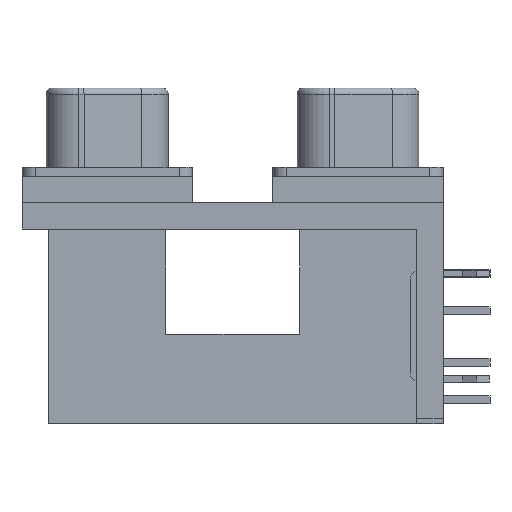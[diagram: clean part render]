
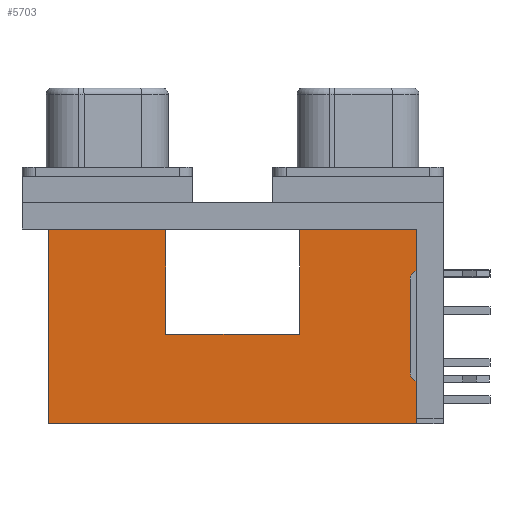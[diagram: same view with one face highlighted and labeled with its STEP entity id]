
A CAD part, left-side view. The second image highlights one B-rep face of the part: STEP entity #5703.
In plain terms, the highlighted planar face has unit normal (-1, 0, 0).
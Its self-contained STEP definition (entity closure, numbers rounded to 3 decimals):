
#293 = LINE ( 'NONE', #8879, #3140 ) ;
#324 = VERTEX_POINT ( 'NONE', #15036 ) ;
#370 = VERTEX_POINT ( 'NONE', #1793 ) ;
#424 = CARTESIAN_POINT ( 'NONE',  ( -8.295, 10.905, -0.7 ) ) ;
#591 = CARTESIAN_POINT ( 'NONE',  ( -8.295, 29.955, 9.3 ) ) ;
#602 = EDGE_CURVE ( 'NONE', #3045, #18692, #9781, .T. ) ;
#605 = LINE ( 'NONE', #13462, #10483 ) ;
#619 = VERTEX_POINT ( 'NONE', #14257 ) ;
#936 = EDGE_CURVE ( 'NONE', #4387, #17997, #15290, .T. ) ;
#1007 = VERTEX_POINT ( 'NONE', #12989 ) ;
#1030 = CARTESIAN_POINT ( 'NONE',  ( -8.295, 2., -2. ) ) ;
#1132 = ORIENTED_EDGE ( 'NONE', *, *, #1814, .T. ) ;
#1765 = ORIENTED_EDGE ( 'NONE', *, *, #7378, .T. ) ;
#1793 = CARTESIAN_POINT ( 'NONE',  ( -8.295, 0., -2. ) ) ;
#1814 = EDGE_CURVE ( 'NONE', #11524, #14906, #4339, .T. ) ;
#1874 = LINE ( 'NONE', #13484, #17186 ) ;
#1886 = DIRECTION ( 'NONE',  ( 1., 0., 0. ) ) ;
#1929 = ORIENTED_EDGE ( 'NONE', *, *, #15086, .T. ) ;
#2050 = VERTEX_POINT ( 'NONE', #1030 ) ;
#2705 = EDGE_CURVE ( 'NONE', #17997, #18692, #4798, .T. ) ;
#3045 = VERTEX_POINT ( 'NONE', #17171 ) ;
#3140 = VECTOR ( 'NONE', #6097, 1000. ) ;
#3291 = DIRECTION ( 'NONE',  ( 0., 0., 1. ) ) ;
#3375 = LINE ( 'NONE', #8035, #16277 ) ;
#3461 = AXIS2_PLACEMENT_3D ( 'NONE', #12056, #1886, #7697 ) ;
#3562 = LINE ( 'NONE', #14998, #13831 ) ;
#3731 = VECTOR ( 'NONE', #5087, 1000. ) ;
#3996 = LINE ( 'NONE', #8392, #11598 ) ;
#4339 = LINE ( 'NONE', #11474, #8644 ) ;
#4387 = VERTEX_POINT ( 'NONE', #7845 ) ;
#4592 = VECTOR ( 'NONE', #11214, 1000. ) ;
#4798 = LINE ( 'NONE', #424, #4900 ) ;
#4900 = VECTOR ( 'NONE', #3291, 1000. ) ;
#5087 = DIRECTION ( 'NONE',  ( 0., -1., 0. ) ) ;
#5211 = VECTOR ( 'NONE', #10157, 1000. ) ;
#5500 = ORIENTED_EDGE ( 'NONE', *, *, #9759, .T. ) ;
#5703 = ADVANCED_FACE ( 'NONE', ( #6265 ), #15039, .F. ) ;
#5934 = EDGE_CURVE ( 'NONE', #14906, #13850, #3375, .T. ) ;
#6097 = DIRECTION ( 'NONE',  ( 0., -1., 0. ) ) ;
#6102 = DIRECTION ( 'NONE',  ( 0., 0., 1. ) ) ;
#6265 = FACE_OUTER_BOUND ( 'NONE', #16927, .T. ) ;
#6325 = DIRECTION ( 'NONE',  ( 0., -1., 0. ) ) ;
#6398 = DIRECTION ( 'NONE',  ( 0., 1., 0. ) ) ;
#6743 = LINE ( 'NONE', #14083, #4592 ) ;
#7378 = EDGE_CURVE ( 'NONE', #2050, #370, #293, .T. ) ;
#7454 = ORIENTED_EDGE ( 'NONE', *, *, #10128, .T. ) ;
#7697 = DIRECTION ( 'NONE',  ( 0., 0., -1. ) ) ;
#7845 = CARTESIAN_POINT ( 'NONE',  ( -8.295, 21.075, -0.7 ) ) ;
#7862 = ORIENTED_EDGE ( 'NONE', *, *, #12355, .T. ) ;
#8035 = CARTESIAN_POINT ( 'NONE',  ( -8.295, 48.08, -7.5 ) ) ;
#8036 = DIRECTION ( 'NONE',  ( 0., -1., 0. ) ) ;
#8392 = CARTESIAN_POINT ( 'NONE',  ( -8.295, 2., 7.6 ) ) ;
#8447 = CARTESIAN_POINT ( 'NONE',  ( -8.295, 10.905, 9.3 ) ) ;
#8508 = CARTESIAN_POINT ( 'NONE',  ( -8.295, 29.955, -7.5 ) ) ;
#8644 = VECTOR ( 'NONE', #10159, 1000. ) ;
#8649 = CARTESIAN_POINT ( 'NONE',  ( -8.295, 0., 7.6 ) ) ;
#8829 = EDGE_CURVE ( 'NONE', #324, #11524, #13633, .T. ) ;
#8879 = CARTESIAN_POINT ( 'NONE',  ( -8.295, 2., -2. ) ) ;
#9216 = ORIENTED_EDGE ( 'NONE', *, *, #8829, .T. ) ;
#9559 = ORIENTED_EDGE ( 'NONE', *, *, #936, .F. ) ;
#9759 = EDGE_CURVE ( 'NONE', #619, #3045, #10330, .T. ) ;
#9769 = DIRECTION ( 'NONE',  ( 0., 0., 1. ) ) ;
#9781 = LINE ( 'NONE', #8447, #12519 ) ;
#9988 = ORIENTED_EDGE ( 'NONE', *, *, #5934, .T. ) ;
#10128 = EDGE_CURVE ( 'NONE', #13850, #2050, #6743, .T. ) ;
#10157 = DIRECTION ( 'NONE',  ( 0., 0., 1. ) ) ;
#10159 = DIRECTION ( 'NONE',  ( 0., 0., -1. ) ) ;
#10219 = VERTEX_POINT ( 'NONE', #8649 ) ;
#10330 = LINE ( 'NONE', #17410, #5211 ) ;
#10483 = VECTOR ( 'NONE', #6325, 1000. ) ;
#10902 = EDGE_CURVE ( 'NONE', #1007, #15665, #3996, .T. ) ;
#11214 = DIRECTION ( 'NONE',  ( 0., 0., 1. ) ) ;
#11237 = CARTESIAN_POINT ( 'NONE',  ( -8.295, 10.905, -0.7 ) ) ;
#11474 = CARTESIAN_POINT ( 'NONE',  ( -8.295, 29.955, -0.7 ) ) ;
#11524 = VERTEX_POINT ( 'NONE', #15843 ) ;
#11598 = VECTOR ( 'NONE', #16879, 1000. ) ;
#12016 = CARTESIAN_POINT ( 'NONE',  ( -8.295, 10.905, 9.3 ) ) ;
#12022 = CARTESIAN_POINT ( 'NONE',  ( -8.295, 2., 7.6 ) ) ;
#12056 = CARTESIAN_POINT ( 'NONE',  ( -8.295, 2., 7.6 ) ) ;
#12313 = ORIENTED_EDGE ( 'NONE', *, *, #12918, .F. ) ;
#12355 = EDGE_CURVE ( 'NONE', #370, #10219, #1874, .T. ) ;
#12519 = VECTOR ( 'NONE', #15895, 1000. ) ;
#12652 = ORIENTED_EDGE ( 'NONE', *, *, #10902, .F. ) ;
#12798 = EDGE_CURVE ( 'NONE', #619, #1007, #605, .T. ) ;
#12918 = EDGE_CURVE ( 'NONE', #15665, #10219, #3562, .T. ) ;
#12989 = CARTESIAN_POINT ( 'NONE',  ( -8.295, 2., -0.7 ) ) ;
#13432 = LINE ( 'NONE', #14874, #18175 ) ;
#13462 = CARTESIAN_POINT ( 'NONE',  ( -8.295, 48.08, -0.7 ) ) ;
#13484 = CARTESIAN_POINT ( 'NONE',  ( -8.295, 0., 7.6 ) ) ;
#13633 = LINE ( 'NONE', #591, #15112 ) ;
#13647 = DIRECTION ( 'NONE',  ( 0., -1., 0. ) ) ;
#13657 = CARTESIAN_POINT ( 'NONE',  ( -8.295, 48.08, -0.7 ) ) ;
#13831 = VECTOR ( 'NONE', #8036, 1000. ) ;
#13850 = VERTEX_POINT ( 'NONE', #18370 ) ;
#14076 = ORIENTED_EDGE ( 'NONE', *, *, #602, .T. ) ;
#14083 = CARTESIAN_POINT ( 'NONE',  ( -8.295, 2., -0.7 ) ) ;
#14257 = CARTESIAN_POINT ( 'NONE',  ( -8.295, 2.025, -0.7 ) ) ;
#14874 = CARTESIAN_POINT ( 'NONE',  ( -8.295, 21.075, -0.7 ) ) ;
#14906 = VERTEX_POINT ( 'NONE', #8508 ) ;
#14998 = CARTESIAN_POINT ( 'NONE',  ( -8.295, 2., 7.6 ) ) ;
#15036 = CARTESIAN_POINT ( 'NONE',  ( -8.295, 21.075, 9.3 ) ) ;
#15039 = PLANE ( 'NONE',  #3461 ) ;
#15086 = EDGE_CURVE ( 'NONE', #4387, #324, #13432, .T. ) ;
#15112 = VECTOR ( 'NONE', #6398, 1000. ) ;
#15290 = LINE ( 'NONE', #13657, #3731 ) ;
#15665 = VERTEX_POINT ( 'NONE', #12022 ) ;
#15701 = ORIENTED_EDGE ( 'NONE', *, *, #2705, .F. ) ;
#15843 = CARTESIAN_POINT ( 'NONE',  ( -8.295, 29.955, 9.3 ) ) ;
#15895 = DIRECTION ( 'NONE',  ( 0., 1., 0. ) ) ;
#16277 = VECTOR ( 'NONE', #13647, 1000. ) ;
#16879 = DIRECTION ( 'NONE',  ( 0., 0., 1. ) ) ;
#16927 = EDGE_LOOP ( 'NONE', ( #7862, #12313, #12652, #17825, #5500, #14076, #15701, #9559, #1929, #9216, #1132, #9988, #7454, #1765 ) ) ;
#17171 = CARTESIAN_POINT ( 'NONE',  ( -8.295, 2.025, 9.3 ) ) ;
#17186 = VECTOR ( 'NONE', #9769, 1000. ) ;
#17410 = CARTESIAN_POINT ( 'NONE',  ( -8.295, 2.025, -0.7 ) ) ;
#17825 = ORIENTED_EDGE ( 'NONE', *, *, #12798, .F. ) ;
#17997 = VERTEX_POINT ( 'NONE', #11237 ) ;
#18175 = VECTOR ( 'NONE', #6102, 1000. ) ;
#18370 = CARTESIAN_POINT ( 'NONE',  ( -8.295, 2., -7.5 ) ) ;
#18692 = VERTEX_POINT ( 'NONE', #12016 ) ;
